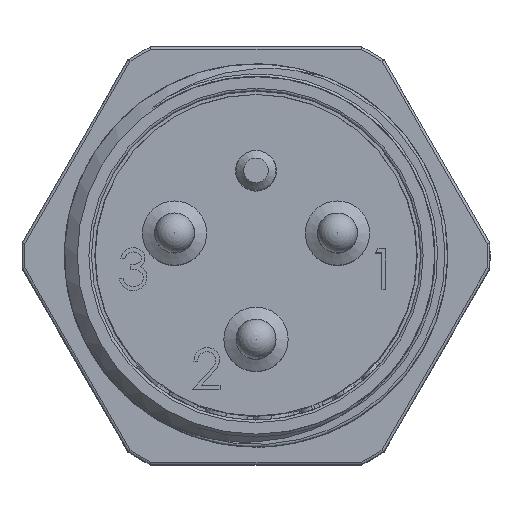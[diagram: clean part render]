
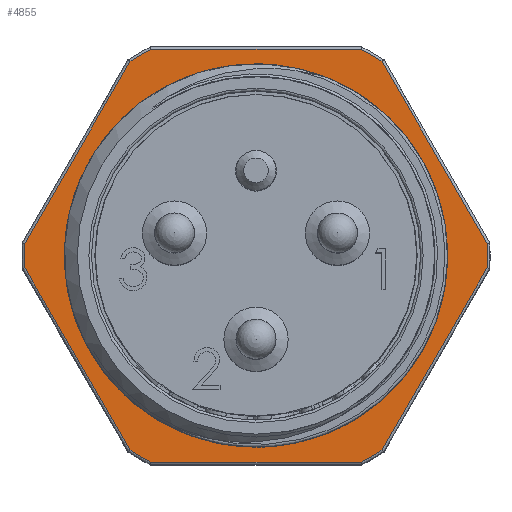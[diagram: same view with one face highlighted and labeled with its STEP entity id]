
A CAD part, top view. The second image highlights one B-rep face of the part: STEP entity #4855.
In plain terms, the highlighted planar face has unit normal (0, 0, 1).
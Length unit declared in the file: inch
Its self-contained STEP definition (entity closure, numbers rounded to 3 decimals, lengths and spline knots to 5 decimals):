
#129=PLANE($,#5259);
#471=LINE($,#14675,#678);
#472=LINE($,#14679,#679);
#473=LINE($,#14683,#680);
#474=LINE($,#14687,#681);
#475=LINE($,#14690,#682);
#476=LINE($,#14692,#683);
#678=VECTOR($,#5847,0.40841);
#679=VECTOR($,#5850,0.40841);
#680=VECTOR($,#5853,0.40841);
#681=VECTOR($,#5856,0.40841);
#682=VECTOR($,#5859,0.40841);
#683=VECTOR($,#5860,0.40841);
#1050=FACE_BOUND($,#1561,.T.);
#1201=FACE_OUTER_BOUND($,#1560,.T.);
#1560=EDGE_LOOP($,(#3642,#3643,#3644,#3645,#3646,#3647,#3648,#3649,#3650,
#3651,#3652,#3653));
#1561=EDGE_LOOP($,(#3654));
#1940=CIRCLE($,#5153,0.363);
#1960=CIRCLE($,#5183,0.45);
#2001=CIRCLE($,#5260,0.45);
#2002=CIRCLE($,#5261,0.45);
#2003=CIRCLE($,#5262,0.45);
#2004=CIRCLE($,#5263,0.45);
#2005=CIRCLE($,#5264,0.45);
#2138=VERTEX_POINT($,#6785);
#2158=VERTEX_POINT($,#6835);
#2159=VERTEX_POINT($,#6836);
#2293=VERTEX_POINT($,#14673);
#2294=VERTEX_POINT($,#14674);
#2295=VERTEX_POINT($,#14676);
#2296=VERTEX_POINT($,#14678);
#2297=VERTEX_POINT($,#14680);
#2298=VERTEX_POINT($,#14682);
#2299=VERTEX_POINT($,#14684);
#2300=VERTEX_POINT($,#14686);
#2301=VERTEX_POINT($,#14688);
#2302=VERTEX_POINT($,#14691);
#2666=EDGE_CURVE($,#2138,#2138,#1940,.T.);
#2686=EDGE_CURVE($,#2158,#2159,#1960,.T.);
#2834=EDGE_CURVE($,#2293,#2294,#471,.T.);
#2835=EDGE_CURVE($,#2294,#2295,#2001,.T.);
#2836=EDGE_CURVE($,#2295,#2296,#472,.T.);
#2837=EDGE_CURVE($,#2296,#2297,#2002,.T.);
#2838=EDGE_CURVE($,#2297,#2298,#473,.T.);
#2839=EDGE_CURVE($,#2298,#2299,#2003,.T.);
#2840=EDGE_CURVE($,#2299,#2300,#474,.T.);
#2841=EDGE_CURVE($,#2300,#2301,#2004,.T.);
#2842=EDGE_CURVE($,#2301,#2158,#475,.T.);
#2843=EDGE_CURVE($,#2159,#2302,#476,.T.);
#2844=EDGE_CURVE($,#2302,#2293,#2005,.T.);
#3642=ORIENTED_EDGE($,*,*,#2834,.T.);
#3643=ORIENTED_EDGE($,*,*,#2835,.T.);
#3644=ORIENTED_EDGE($,*,*,#2836,.T.);
#3645=ORIENTED_EDGE($,*,*,#2837,.T.);
#3646=ORIENTED_EDGE($,*,*,#2838,.T.);
#3647=ORIENTED_EDGE($,*,*,#2839,.T.);
#3648=ORIENTED_EDGE($,*,*,#2840,.T.);
#3649=ORIENTED_EDGE($,*,*,#2841,.T.);
#3650=ORIENTED_EDGE($,*,*,#2842,.T.);
#3651=ORIENTED_EDGE($,*,*,#2686,.T.);
#3652=ORIENTED_EDGE($,*,*,#2843,.T.);
#3653=ORIENTED_EDGE($,*,*,#2844,.T.);
#3654=ORIENTED_EDGE($,*,*,#2666,.T.);
#4855=ADVANCED_FACE($,(#1201,#1050),#129,.F.);
#5153=AXIS2_PLACEMENT_3D($,#6786,#5630,#5631);
#5183=AXIS2_PLACEMENT_3D($,#6837,#5690,#5691);
#5259=AXIS2_PLACEMENT_3D($,#14672,#5845,#5846);
#5260=AXIS2_PLACEMENT_3D($,#14677,#5848,#5849);
#5261=AXIS2_PLACEMENT_3D($,#14681,#5851,#5852);
#5262=AXIS2_PLACEMENT_3D($,#14685,#5854,#5855);
#5263=AXIS2_PLACEMENT_3D($,#14689,#5857,#5858);
#5264=AXIS2_PLACEMENT_3D($,#14693,#5861,#5862);
#5630=DIRECTION('center_axis',(0.,0.,-1.));
#5631=DIRECTION('ref_axis',(-1.,0.,0.));
#5690=DIRECTION('center_axis',(0.,0.,1.));
#5691=DIRECTION('ref_axis',(-1.,0.,0.));
#5845=DIRECTION('center_axis',(0.,0.,-1.));
#5846=DIRECTION('ref_axis',(-1.,0.,0.));
#5847=DIRECTION($,(1.,0.,0.));
#5848=DIRECTION('center_axis',(0.,0.,1.));
#5849=DIRECTION('ref_axis',(-1.,0.,0.));
#5850=DIRECTION($,(0.5,0.866,0.));
#5851=DIRECTION('center_axis',(0.,0.,1.));
#5852=DIRECTION('ref_axis',(-1.,0.,0.));
#5853=DIRECTION($,(-0.5,0.866,0.));
#5854=DIRECTION('center_axis',(0.,0.,1.));
#5855=DIRECTION('ref_axis',(-1.,0.,0.));
#5856=DIRECTION($,(-1.,0.,0.));
#5857=DIRECTION('center_axis',(0.,0.,1.));
#5858=DIRECTION('ref_axis',(-1.,0.,0.));
#5859=DIRECTION($,(-0.5,-0.866,0.));
#5860=DIRECTION($,(0.5,-0.866,0.));
#5861=DIRECTION('center_axis',(0.,0.,1.));
#5862=DIRECTION('ref_axis',(-1.,0.,0.));
#6785=CARTESIAN_POINT('',(-0.37311,0.,0.25));
#6786=CARTESIAN_POINT('Origin',(-0.01011,0.,
0.25));
#6835=CARTESIAN_POINT('',(-0.45948,0.02365,0.25));
#6836=CARTESIAN_POINT('',(-0.45948,-0.02365,0.25));
#6837=CARTESIAN_POINT('Origin',(-0.01011,0.,
0.25));
#14672=CARTESIAN_POINT('Origin',(-0.24451,0.406,0.25));
#14673=CARTESIAN_POINT('',(-0.21431,-0.401,0.25));
#14674=CARTESIAN_POINT('',(0.1941,-0.401,0.25));
#14675=CARTESIAN_POINT($,(0.19529,-0.401,0.25));
#14676=CARTESIAN_POINT('',(0.23507,-0.37735,0.25));
#14677=CARTESIAN_POINT('Origin',(-0.01011,0.,
0.25));
#14678=CARTESIAN_POINT('',(0.43927,-0.02365,0.25));
#14679=CARTESIAN_POINT($,(0.43987,-0.02262,0.25));
#14680=CARTESIAN_POINT('',(0.43927,0.02365,0.25));
#14681=CARTESIAN_POINT('Origin',(-0.01011,0.,
0.25));
#14682=CARTESIAN_POINT('',(0.23507,0.37735,0.25));
#14683=CARTESIAN_POINT($,(0.23447,0.37838,0.25));
#14684=CARTESIAN_POINT('',(0.1941,0.401,0.25));
#14685=CARTESIAN_POINT('Origin',(-0.01011,0.,
0.25));
#14686=CARTESIAN_POINT('',(-0.21431,0.401,0.25));
#14687=CARTESIAN_POINT($,(-0.21551,0.401,0.25));
#14688=CARTESIAN_POINT('',(-0.25528,0.37735,0.25));
#14689=CARTESIAN_POINT('Origin',(-0.01011,0.,
0.25));
#14690=CARTESIAN_POINT($,(-0.46008,0.02262,0.25));
#14691=CARTESIAN_POINT('',(-0.25528,-0.37735,0.25));
#14692=CARTESIAN_POINT($,(-0.25468,-0.37838,0.25));
#14693=CARTESIAN_POINT('Origin',(-0.01011,0.,
0.25));
